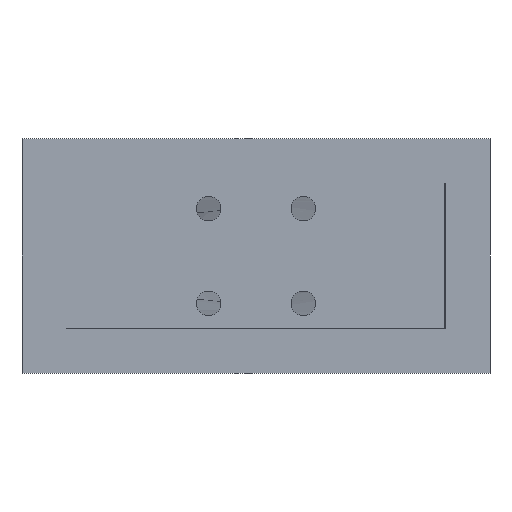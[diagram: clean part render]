
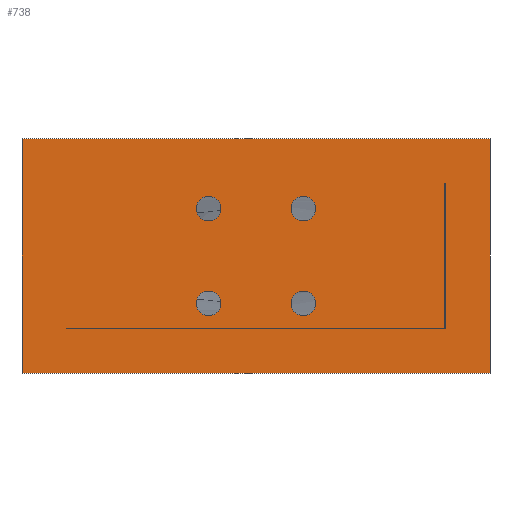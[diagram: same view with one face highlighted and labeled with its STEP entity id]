
A CAD part, left-side view. The second image highlights one B-rep face of the part: STEP entity #738.
In plain terms, the highlighted planar face has unit normal (-1, 0, 0).
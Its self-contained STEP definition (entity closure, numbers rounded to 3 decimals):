
#25=CIRCLE('',#776,1.1);
#26=CIRCLE('',#778,1.1);
#27=CIRCLE('',#780,1.1);
#28=CIRCLE('',#782,1.1);
#69=FACE_BOUND('',#163,.T.);
#70=FACE_BOUND('',#164,.T.);
#71=FACE_BOUND('',#165,.T.);
#72=FACE_BOUND('',#166,.T.);
#73=FACE_BOUND('',#167,.T.);
#113=FACE_OUTER_BOUND('',#162,.T.);
#162=EDGE_LOOP('',(#644,#645,#646,#647));
#163=EDGE_LOOP('',(#648));
#164=EDGE_LOOP('',(#649));
#165=EDGE_LOOP('',(#650));
#166=EDGE_LOOP('',(#651));
#167=EDGE_LOOP('',(#652,#653,#654,#655,#656,#657));
#192=LINE('',#1882,#216);
#193=LINE('',#1884,#217);
#194=LINE('',#1886,#218);
#195=LINE('',#1887,#219);
#216=VECTOR('',#875,10.);
#217=VECTOR('',#876,10.);
#218=VECTOR('',#877,10.);
#219=VECTOR('',#878,10.);
#282=B_SPLINE_CURVE_WITH_KNOTS('',3,(#1650,#1651,#1652,#1653,#1654,#1655),
 .UNSPECIFIED.,.F.,.F.,(4,2,4),(0.398,2.107,3.859),
 .UNSPECIFIED.);
#284=B_SPLINE_CURVE_WITH_KNOTS('',3,(#1699,#1700,#1701,#1702,#1703,#1704),
 .UNSPECIFIED.,.F.,.F.,(4,2,4),(0.398,1.047,1.697),
 .UNSPECIFIED.);
#288=B_SPLINE_CURVE_WITH_KNOTS('',3,(#1771,#1772,#1773,#1774),
 .UNSPECIFIED.,.F.,.F.,(4,4),(3.832,3.832),
 .UNSPECIFIED.);
#290=B_SPLINE_CURVE_WITH_KNOTS('',3,(#1816,#1817,#1818,#1819,#1820,#1821),
 .UNSPECIFIED.,.F.,.F.,(4,2,4),(0.397,1.047,1.696),
 .UNSPECIFIED.);
#292=B_SPLINE_CURVE_WITH_KNOTS('',3,(#1844,#1845,#1846,#1847,#1848,#1849),
 .UNSPECIFIED.,.F.,.F.,(4,2,4),(0.396,2.097,3.832),
 .UNSPECIFIED.);
#293=B_SPLINE_CURVE_WITH_KNOTS('',3,(#1866,#1867,#1868,#1869),
 .UNSPECIFIED.,.F.,.F.,(4,4),(0.397,0.398),
 .UNSPECIFIED.);
#341=VERTEX_POINT('',#1629);
#344=VERTEX_POINT('',#1648);
#349=VERTEX_POINT('',#1666);
#350=VERTEX_POINT('',#1670);
#351=VERTEX_POINT('',#1674);
#352=VERTEX_POINT('',#1678);
#353=VERTEX_POINT('',#1693);
#355=VERTEX_POINT('',#1766);
#356=VERTEX_POINT('',#1811);
#357=VERTEX_POINT('',#1839);
#362=VERTEX_POINT('',#1880);
#363=VERTEX_POINT('',#1881);
#364=VERTEX_POINT('',#1883);
#365=VERTEX_POINT('',#1885);
#438=EDGE_CURVE('',#344,#341,#282,.T.);
#444=EDGE_CURVE('',#349,#349,#25,.T.);
#446=EDGE_CURVE('',#350,#350,#26,.T.);
#448=EDGE_CURVE('',#351,#351,#27,.T.);
#450=EDGE_CURVE('',#352,#352,#28,.T.);
#452=EDGE_CURVE('',#353,#344,#284,.T.);
#456=EDGE_CURVE('',#353,#355,#288,.T.);
#458=EDGE_CURVE('',#355,#356,#290,.T.);
#460=EDGE_CURVE('',#356,#357,#292,.T.);
#461=EDGE_CURVE('',#357,#341,#293,.T.);
#466=EDGE_CURVE('',#362,#363,#192,.T.);
#467=EDGE_CURVE('',#363,#364,#193,.T.);
#468=EDGE_CURVE('',#364,#365,#194,.T.);
#469=EDGE_CURVE('',#365,#362,#195,.T.);
#644=ORIENTED_EDGE('',*,*,#466,.T.);
#645=ORIENTED_EDGE('',*,*,#467,.T.);
#646=ORIENTED_EDGE('',*,*,#468,.T.);
#647=ORIENTED_EDGE('',*,*,#469,.T.);
#648=ORIENTED_EDGE('',*,*,#450,.F.);
#649=ORIENTED_EDGE('',*,*,#448,.F.);
#650=ORIENTED_EDGE('',*,*,#446,.F.);
#651=ORIENTED_EDGE('',*,*,#444,.F.);
#652=ORIENTED_EDGE('',*,*,#456,.T.);
#653=ORIENTED_EDGE('',*,*,#458,.T.);
#654=ORIENTED_EDGE('',*,*,#460,.T.);
#655=ORIENTED_EDGE('',*,*,#461,.T.);
#656=ORIENTED_EDGE('',*,*,#438,.F.);
#657=ORIENTED_EDGE('',*,*,#452,.F.);
#702=PLANE('',#789);
#738=ADVANCED_FACE('',(#113,#69,#70,#71,#72,#73),#702,.F.);
#776=AXIS2_PLACEMENT_3D('',#1668,#844,#845);
#778=AXIS2_PLACEMENT_3D('',#1672,#849,#850);
#780=AXIS2_PLACEMENT_3D('',#1676,#854,#855);
#782=AXIS2_PLACEMENT_3D('',#1680,#859,#860);
#789=AXIS2_PLACEMENT_3D('',#1879,#873,#874);
#844=DIRECTION('center_axis',(-1.,0.,0.));
#845=DIRECTION('ref_axis',(0.,1.,0.));
#849=DIRECTION('center_axis',(-1.,0.,0.));
#850=DIRECTION('ref_axis',(0.,1.,0.));
#854=DIRECTION('center_axis',(-1.,0.,0.));
#855=DIRECTION('ref_axis',(0.,1.,0.));
#859=DIRECTION('center_axis',(-1.,0.,0.));
#860=DIRECTION('ref_axis',(0.,1.,0.));
#873=DIRECTION('center_axis',(1.,0.,0.));
#874=DIRECTION('ref_axis',(0.,0.,-1.));
#875=DIRECTION('',(0.,-1.,0.));
#876=DIRECTION('',(0.,0.,1.));
#877=DIRECTION('',(0.,1.,0.));
#878=DIRECTION('',(0.,0.,-1.));
#1629=CARTESIAN_POINT('',(0.,15.963,-9.423));
#1648=CARTESIAN_POINT('',(0.,-17.877,-9.423));
#1650=CARTESIAN_POINT('Ctrl Pts',(0.,-17.877,
-9.423));
#1651=CARTESIAN_POINT('Ctrl Pts',(0.,-12.184,
-9.427));
#1652=CARTESIAN_POINT('Ctrl Pts',(0.,-6.53,
-9.428));
#1653=CARTESIAN_POINT('Ctrl Pts',(0.,4.241,
-9.428));
#1654=CARTESIAN_POINT('Ctrl Pts',(0.,10.088,
-9.427));
#1655=CARTESIAN_POINT('Ctrl Pts',(0.,15.963,-9.423));
#1666=CARTESIAN_POINT('',(0.,-6.301,-7.177));
#1668=CARTESIAN_POINT('Origin',(0.,-5.201,-7.177));
#1670=CARTESIAN_POINT('',(0.,2.184,1.308));
#1672=CARTESIAN_POINT('Origin',(0.,3.284,1.308));
#1674=CARTESIAN_POINT('',(0.,-6.301,1.308));
#1676=CARTESIAN_POINT('Origin',(0.,-5.201,1.308));
#1678=CARTESIAN_POINT('',(0.,2.184,-7.177));
#1680=CARTESIAN_POINT('Origin',(0.,3.284,-7.177));
#1693=CARTESIAN_POINT('',(0.,-17.877,3.56));
#1699=CARTESIAN_POINT('Ctrl Pts',(0.,-17.877,
3.56));
#1700=CARTESIAN_POINT('Ctrl Pts',(0.,-17.878,
1.398));
#1701=CARTESIAN_POINT('Ctrl Pts',(0.,-17.878,
-0.764));
#1702=CARTESIAN_POINT('Ctrl Pts',(0.,-17.878,
-5.087));
#1703=CARTESIAN_POINT('Ctrl Pts',(0.,-17.878,
-7.255));
#1704=CARTESIAN_POINT('Ctrl Pts',(0.,-17.877,
-9.423));
#1766=CARTESIAN_POINT('',(0.,-17.881,3.56));
#1771=CARTESIAN_POINT('Ctrl Pts',(0.,-17.877,
3.56));
#1772=CARTESIAN_POINT('Ctrl Pts',(0.,-17.878,
3.56));
#1773=CARTESIAN_POINT('Ctrl Pts',(0.,-17.879,
3.56));
#1774=CARTESIAN_POINT('Ctrl Pts',(0.,-17.881,
3.56));
#1811=CARTESIAN_POINT('',(0.,-17.881,-9.429));
#1816=CARTESIAN_POINT('Ctrl Pts',(0.,-17.881,
3.56));
#1817=CARTESIAN_POINT('Ctrl Pts',(0.,-17.881,
1.394));
#1818=CARTESIAN_POINT('Ctrl Pts',(0.,-17.882,
-0.773));
#1819=CARTESIAN_POINT('Ctrl Pts',(0.,-17.882,
-5.096));
#1820=CARTESIAN_POINT('Ctrl Pts',(0.,-17.881,
-7.262));
#1821=CARTESIAN_POINT('Ctrl Pts',(0.,-17.881,
-9.429));
#1839=CARTESIAN_POINT('',(0.,15.963,-9.429));
#1844=CARTESIAN_POINT('Ctrl Pts',(0.,-17.881,
-9.429));
#1845=CARTESIAN_POINT('Ctrl Pts',(0.,-12.117,
-9.431));
#1846=CARTESIAN_POINT('Ctrl Pts',(0.,-6.26,
-9.432));
#1847=CARTESIAN_POINT('Ctrl Pts',(0.,3.931,
-9.432));
#1848=CARTESIAN_POINT('Ctrl Pts',(0.,10.01,
-9.432));
#1849=CARTESIAN_POINT('Ctrl Pts',(0.,15.963,
-9.429));
#1866=CARTESIAN_POINT('Ctrl Pts',(0.,15.963,
-9.429));
#1867=CARTESIAN_POINT('Ctrl Pts',(0.,15.963,
-9.427));
#1868=CARTESIAN_POINT('Ctrl Pts',(0.,15.963,
-9.425));
#1869=CARTESIAN_POINT('Ctrl Pts',(0.,15.963,
-9.423));
#1879=CARTESIAN_POINT('Origin',(0.,-0.959,
-2.934));
#1880=CARTESIAN_POINT('',(0.,19.991,-13.434));
#1881=CARTESIAN_POINT('',(0.,-21.909,-13.434));
#1882=CARTESIAN_POINT('',(0.,19.991,-13.434));
#1883=CARTESIAN_POINT('',(0.,-21.909,7.566));
#1884=CARTESIAN_POINT('',(0.,-21.909,-13.434));
#1885=CARTESIAN_POINT('',(0.,19.991,7.566));
#1886=CARTESIAN_POINT('',(0.,-21.909,7.566));
#1887=CARTESIAN_POINT('',(0.,19.991,7.566));
